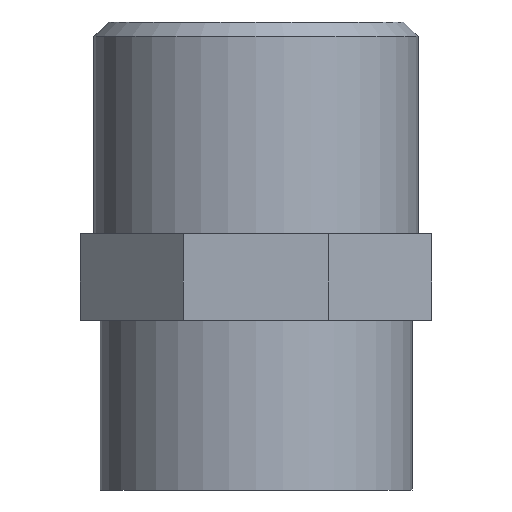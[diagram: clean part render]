
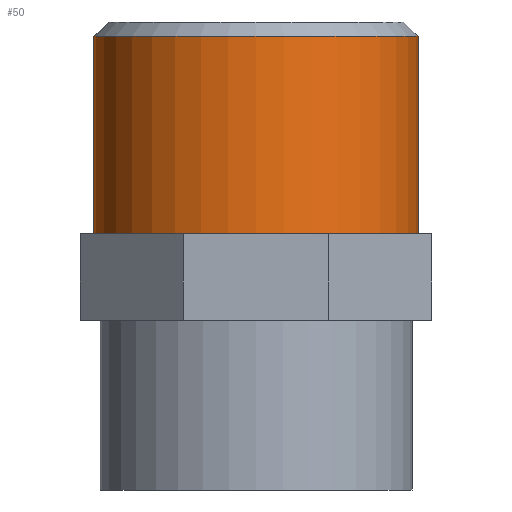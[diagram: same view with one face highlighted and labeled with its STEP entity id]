
A CAD part, front view. The second image highlights one B-rep face of the part: STEP entity #50.
In plain terms, the highlighted cylindrical face has radius 16.625 mm (diameter 33.25 mm), a partial arc.
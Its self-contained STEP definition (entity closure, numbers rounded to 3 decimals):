
#50=ADVANCED_FACE('',(#115),#116,.T.);
#115=FACE_OUTER_BOUND('',#197,.T.);
#116=CYLINDRICAL_SURFACE('',#198,16.625);
#197=EDGE_LOOP('',(#278,#279,#280,#281));
#198=AXIS2_PLACEMENT_3D('',#282,#283,#284);
#278=ORIENTED_EDGE('',*,*,#472,.F.);
#279=ORIENTED_EDGE('',*,*,#473,.F.);
#280=ORIENTED_EDGE('',*,*,#474,.F.);
#281=ORIENTED_EDGE('',*,*,#475,.F.);
#282=CARTESIAN_POINT('',(0.0,0.0,36.41));
#283=DIRECTION('',(0.0,0.0,1.0));
#284=DIRECTION('',(-1.0,0.0,0.0));
#472=EDGE_CURVE('',#552,#553,#554,.T.);
#473=EDGE_CURVE('',#555,#552,#556,.T.);
#474=EDGE_CURVE('',#557,#555,#558,.T.);
#475=EDGE_CURVE('',#553,#557,#559,.T.);
#552=VERTEX_POINT('',#664);
#553=VERTEX_POINT('',#665);
#554=LINE('',#666,#667);
#555=VERTEX_POINT('',#668);
#556=CIRCLE('',#669,16.625);
#557=VERTEX_POINT('',#670);
#558=LINE('',#671,#672);
#559=CIRCLE('',#673,16.625);
#664=CARTESIAN_POINT('',(-16.625,0.0,26.3));
#665=CARTESIAN_POINT('',(-16.625,0.0,46.52));
#666=CARTESIAN_POINT('',(-16.625,0.,36.41));
#667=VECTOR('',#804,1.0);
#668=CARTESIAN_POINT('',(16.625,0.,26.3));
#669=AXIS2_PLACEMENT_3D('',#805,#806,#807);
#670=CARTESIAN_POINT('',(16.625,0.,46.52));
#671=CARTESIAN_POINT('',(16.625,0.,36.41));
#672=VECTOR('',#808,1.0);
#673=AXIS2_PLACEMENT_3D('',#809,#810,#811);
#804=DIRECTION('',(0.0,0.0,1.0));
#805=CARTESIAN_POINT('',(0.0,0.0,26.3));
#806=DIRECTION('',(-0.0,0.0,-1.0));
#807=DIRECTION('',(-1.0,0.0,0.0));
#808=DIRECTION('',(-0.0,-0.0,-1.0));
#809=CARTESIAN_POINT('',(0.0,0.0,46.52));
#810=DIRECTION('',(0.0,0.0,1.0));
#811=DIRECTION('',(-1.0,0.0,0.0));
